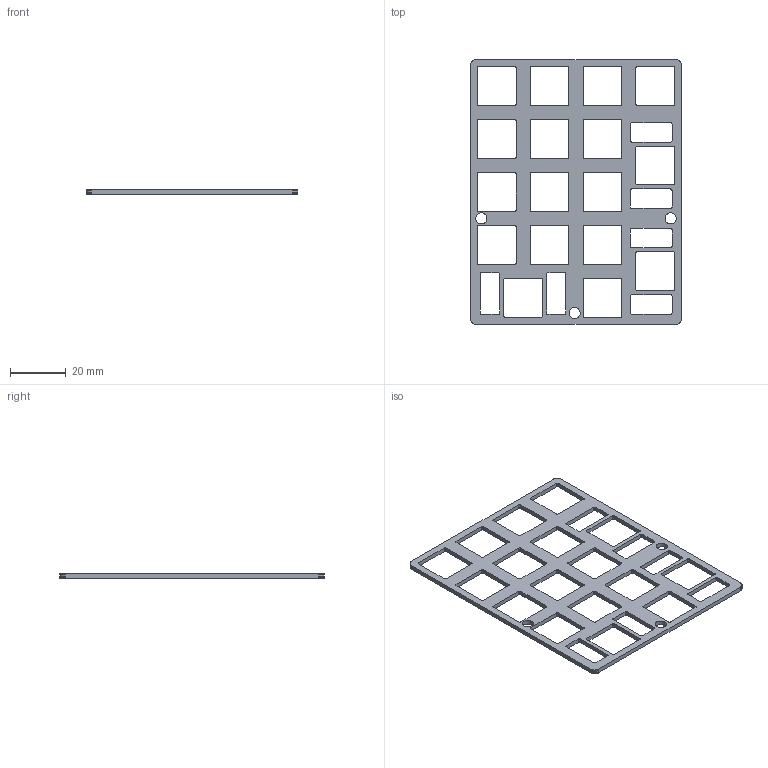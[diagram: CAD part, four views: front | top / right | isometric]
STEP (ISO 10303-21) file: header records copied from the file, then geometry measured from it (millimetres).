
FILE_DESCRIPTION(('KiCad electronic assembly'),'2;1');
FILE_NAME('calc_plate.step','2023-12-04T15:28:00',('Pcbnew'),('Kicad'), 'Open CASCADE STEP processor 7.7','KiCad to STEP converter','Unknown' );
FILE_SCHEMA(('AUTOMOTIVE_DESIGN { 1 0 10303 214 1 1 1 1 }'));
Length unit declared in the file: millimetre
Products named in the file (2): calc_plate 1; calc_plate PCB
Assembly tree (1 placements, depth 2):
  calc_plate 1
    calc_plate PCB
Bounding box: 76.2 x 95.25 x 1.6 mm (x, y, z)
Volume: 5216 mm3; surface area: 9037.2 mm2
Topology: 1 solids, 1 shells, 697 faces, 2085 edges, 1390 vertices
Faces by surface type: plane 694, cylinder 3
Full cylindrical faces by diameter (mm): 4 x3
Entity records: 50241 total; most frequent: CARTESIAN_POINT 8380, DIRECTION 7653, LINE 6243, VECTOR 6243, ORIENTED_EDGE 4170, PCURVE 4170, DEFINITIONAL_REPRESENTATION 4170, EDGE_CURVE 2085
